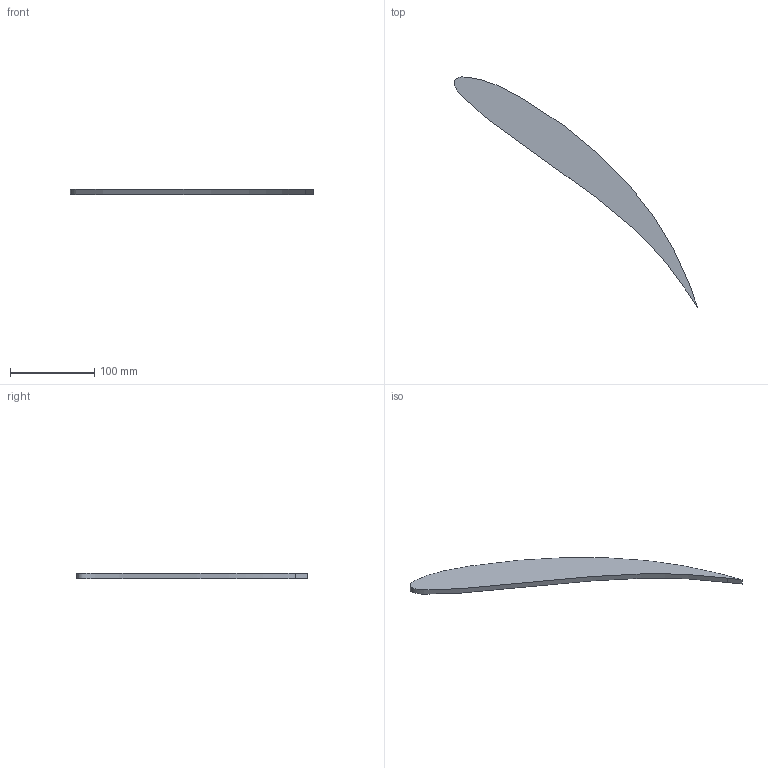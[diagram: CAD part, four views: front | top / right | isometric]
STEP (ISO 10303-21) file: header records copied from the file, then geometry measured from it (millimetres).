
FILE_DESCRIPTION(/* description */ (''),/* implementation_level */ '2;1');
FILE_NAME(/* name */ '45deg airfoil.step',/* time_stamp */ '2024-03-20T13:54:49-07:00',/* author */ (''),/* organization */ (''),/* preprocessor_version */ 'ST-DEVELOPER v20',/* originating_system */ 'Autodesk Translation Framework v12.20.1.177',/* authorisation */ '');
FILE_SCHEMA (('AUTOMOTIVE_DESIGN { 1 0 10303 214 3 1 1 }'));
Length unit declared in the file: inch
Products named in the file (1): (Unsaved)
Bounding box: 287.7 x 272.44 x 6.35 mm (x, y, z)
Volume: 91407.2 mm3; surface area: 30476.2 mm2
Topology: 1 solids, 1 shells, 5 faces, 9 edges, 6 vertices
Faces by surface type: plane 4, bspline 1
Entity records: 725 total; most frequent: CARTESIAN_POINT 598, ORIENTED_EDGE 18, DIRECTION 17, EDGE_CURVE 9, LINE 7, VECTOR 7, VERTEX_POINT 6, FACE_OUTER_BOUND 5
